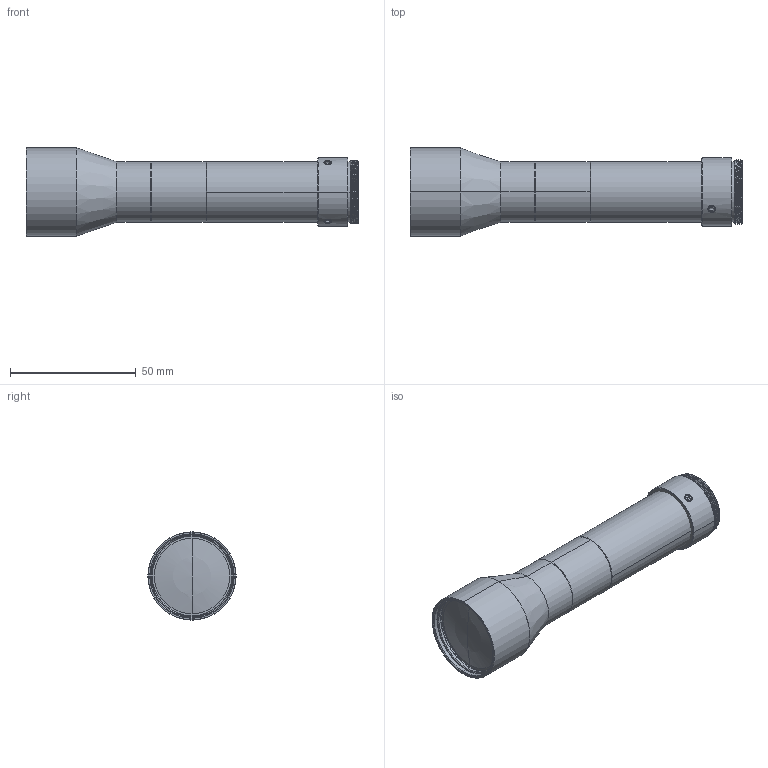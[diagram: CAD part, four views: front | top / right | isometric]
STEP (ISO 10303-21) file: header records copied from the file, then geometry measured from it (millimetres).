
FILE_DESCRIPTION(('FreeCAD Model'),'2;1');
FILE_NAME('Open CASCADE Shape Model','2025-01-22T11:39:29',(''),(''), 'Open CASCADE STEP processor 7.8','FreeCAD','Unknown');
FILE_SCHEMA(('AUTOMOTIVE_DESIGN { 1 0 10303 214 1 1 1 1 }'));
Length unit declared in the file: millimetre
Products named in the file (8): VA-LCM-TC-0-0.8X-WD110-015; 201_ASM; 501; 204_ASM; 503; 504; JD30303011; 502
Assembly tree (9 placements, depth 3):
  VA-LCM-TC-0-0.8X-WD110-015
    201_ASM
      501
    204_ASM
      503
    504
    JD30303011  x3
    502
Bounding box: 131.75 x 35 x 35 mm (x, y, z)
Volume: 74710.4 mm3; surface area: 18117.2 mm2
Topology: 7 solids, 7 shells, 184 faces, 392 edges, 235 vertices
Faces by surface type: cone 58, cylinder 58, plane 48, bspline 14, revolution 4, sphere 2
Entity records: 6700 total; most frequent: CARTESIAN_POINT 3189, DIRECTION 704, ORIENTED_EDGE 652, EDGE_CURVE 326, AXIS2_PLACEMENT_3D 284, VERTEX_POINT 195, FACE_BOUND 175, EDGE_LOOP 175
